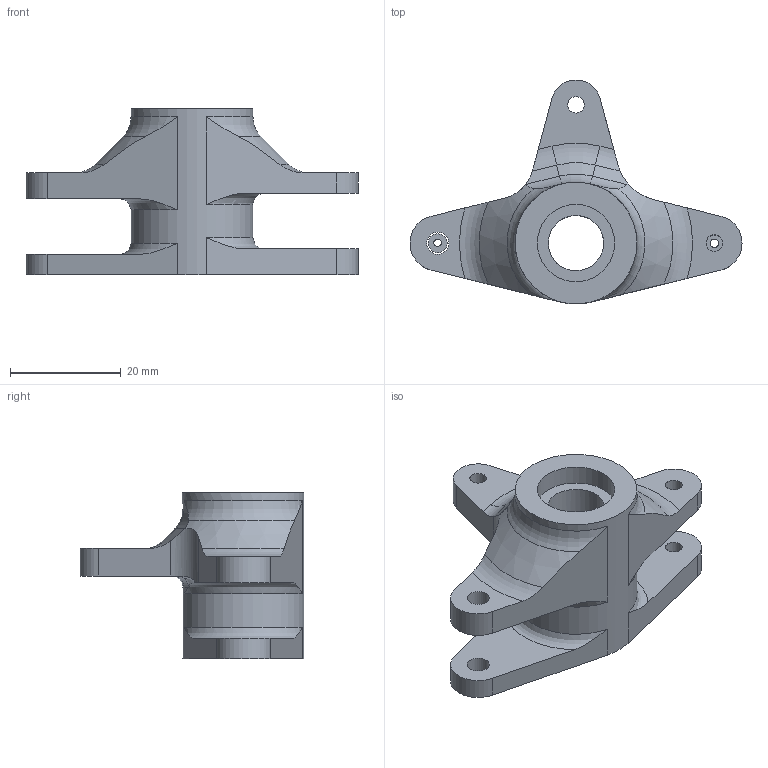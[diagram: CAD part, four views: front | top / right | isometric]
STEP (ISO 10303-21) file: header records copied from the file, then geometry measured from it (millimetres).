
FILE_DESCRIPTION(/* description */ ('Unknown'),/* implementation_level */ '2;1');
FILE_NAME(/* name */ 'Lenkwinkel_3.0_non_save_verbessert',/* time_stamp */ '2024-03-05T09:52:15+01:00',/* author */ ('Unknown'),/* organization */ ('Unknown'),/* preprocessor_version */ 'ST-DEVELOPER v18.102',/* originating_system */ 'Solid Edge',/* authorisation */ 'Unknown');
FILE_SCHEMA (('AUTOMOTIVE_DESIGN {1 0 10303 214 3 1 1}'));
Length unit declared in the file: millimetre
Products named in the file (1): Lenkwinkel_3.0_non_save_verbessert
Bounding box: 60 x 40.45 x 30 mm (x, y, z)
Volume: 15611.7 mm3; surface area: 6953.7 mm2
Topology: 2 solids, 2 shells, 73 faces, 188 edges, 122 vertices
Faces by surface type: plane 31, cylinder 26, torus 11, cone 3, bspline 2
Full cylindrical faces by diameter (mm): 1.5 x1, 3 x3, 3.426 x1, 4 x2, 10 x1, 14 x2, 22 x1
Entity records: 2307 total; most frequent: CARTESIAN_POINT 544, DIRECTION 354, ORIENTED_EDGE 346, EDGE_CURVE 173, AXIS2_PLACEMENT_3D 147, VERTEX_POINT 119, EDGE_LOOP 102, FACE_BOUND 102
